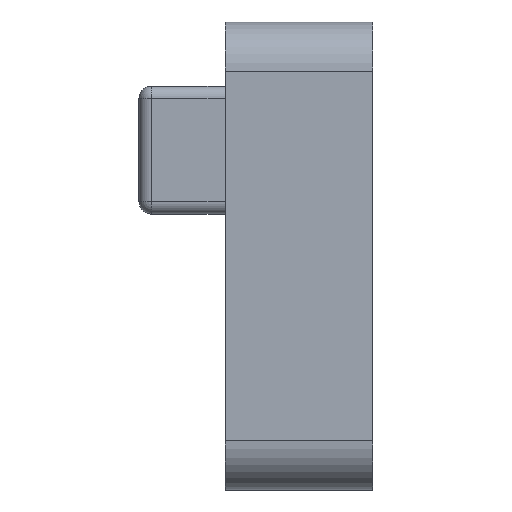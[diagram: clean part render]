
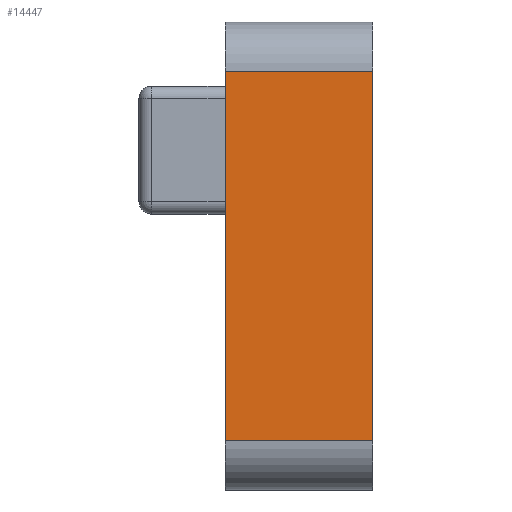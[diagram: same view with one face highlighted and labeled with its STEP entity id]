
A CAD part, front view. The second image highlights one B-rep face of the part: STEP entity #14447.
In plain terms, the highlighted planar face has unit normal (0, -1, 0).
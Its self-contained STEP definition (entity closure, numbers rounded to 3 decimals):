
#33 = CARTESIAN_POINT ( 'NONE',  ( 3., -17., 9.5 ) ) ;
#549 = EDGE_CURVE ( 'NONE', #7469, #11826, #7802, .T. ) ;
#1983 = CARTESIAN_POINT ( 'NONE',  ( -3., -17., 7.5 ) ) ;
#2205 = LINE ( 'NONE', #33, #9858 ) ;
#3580 = DIRECTION ( 'NONE',  ( 0., 0., 1. ) ) ;
#3697 = DIRECTION ( 'NONE',  ( 0., 1., 0. ) ) ;
#3957 = CARTESIAN_POINT ( 'NONE',  ( 3., -17., -7.5 ) ) ;
#4351 = DIRECTION ( 'NONE',  ( 0., 0., -1. ) ) ;
#4358 = AXIS2_PLACEMENT_3D ( 'NONE', #11969, #3697, #3580 ) ;
#5024 = CARTESIAN_POINT ( 'NONE',  ( 3., -17., -7.5 ) ) ;
#5443 = ORIENTED_EDGE ( 'NONE', *, *, #14796, .F. ) ;
#5481 = LINE ( 'NONE', #3957, #13563 ) ;
#5749 = LINE ( 'NONE', #12207, #17119 ) ;
#6303 = CARTESIAN_POINT ( 'NONE',  ( -3., -17., -7.5 ) ) ;
#6816 = DIRECTION ( 'NONE',  ( 1., 0., 0. ) ) ;
#6934 = EDGE_LOOP ( 'NONE', ( #11673, #17462, #5443, #17995 ) ) ;
#7469 = VERTEX_POINT ( 'NONE', #17650 ) ;
#7802 = LINE ( 'NONE', #14466, #10012 ) ;
#9858 = VECTOR ( 'NONE', #4351, 1000. ) ;
#10012 = VECTOR ( 'NONE', #14641, 1000. ) ;
#10948 = VERTEX_POINT ( 'NONE', #6303 ) ;
#11673 = ORIENTED_EDGE ( 'NONE', *, *, #12761, .T. ) ;
#11826 = VERTEX_POINT ( 'NONE', #1983 ) ;
#11969 = CARTESIAN_POINT ( 'NONE',  ( 3., -17., 9.5 ) ) ;
#12102 = PLANE ( 'NONE',  #4358 ) ;
#12207 = CARTESIAN_POINT ( 'NONE',  ( -3., -17., 9.5 ) ) ;
#12761 = EDGE_CURVE ( 'NONE', #11826, #10948, #5749, .T. ) ;
#13563 = VECTOR ( 'NONE', #6816, 1000. ) ;
#14447 = ADVANCED_FACE ( 'NONE', ( #17772 ), #12102, .F. ) ;
#14466 = CARTESIAN_POINT ( 'NONE',  ( 3., -17., 7.5 ) ) ;
#14641 = DIRECTION ( 'NONE',  ( -1., 0., 0. ) ) ;
#14716 = EDGE_CURVE ( 'NONE', #10948, #15523, #5481, .T. ) ;
#14796 = EDGE_CURVE ( 'NONE', #7469, #15523, #2205, .T. ) ;
#15042 = DIRECTION ( 'NONE',  ( 0., 0., -1. ) ) ;
#15523 = VERTEX_POINT ( 'NONE', #5024 ) ;
#17119 = VECTOR ( 'NONE', #15042, 1000. ) ;
#17462 = ORIENTED_EDGE ( 'NONE', *, *, #14716, .T. ) ;
#17650 = CARTESIAN_POINT ( 'NONE',  ( 3., -17., 7.5 ) ) ;
#17772 = FACE_OUTER_BOUND ( 'NONE', #6934, .T. ) ;
#17995 = ORIENTED_EDGE ( 'NONE', *, *, #549, .T. ) ;
